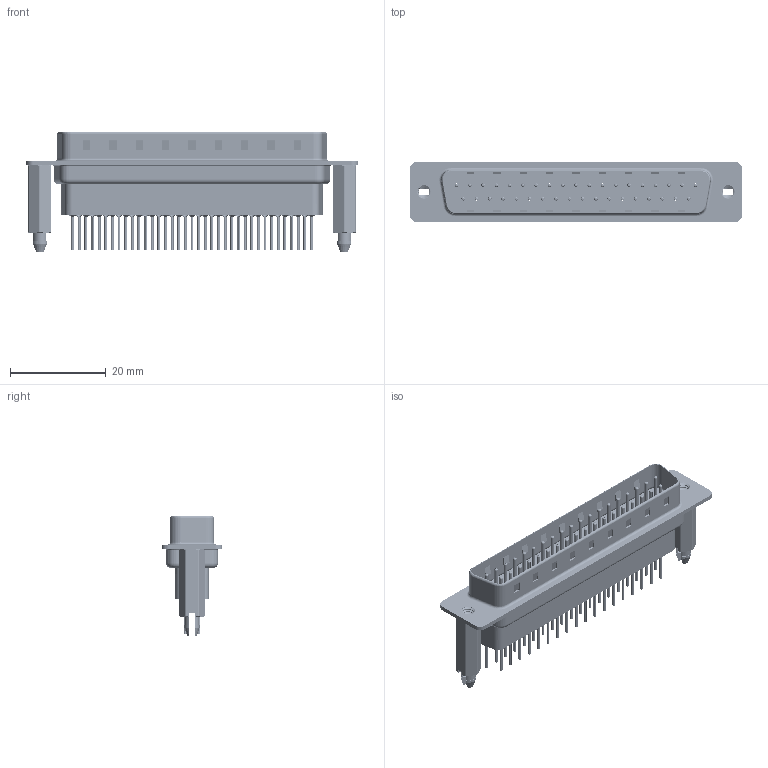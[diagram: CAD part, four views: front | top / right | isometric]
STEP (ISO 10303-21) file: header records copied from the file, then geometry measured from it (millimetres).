
FILE_DESCRIPTION (( 'STEP AP203' ), '1' );
FILE_NAME ('627-037-671-056.STEP', '2020-07-15T10:23:58', ( '' ), ( '' ), 'SwSTEP 2.0', 'SolidWorks 2020', '' );
FILE_SCHEMA (( 'CONFIG_CONTROL_DESIGN' ));
Length unit declared in the file: millimetre
Products named in the file (7): 627 Shell Front_37 Contacts; 627 Shell Rear_37 Contacts; 627 Housing_37 HP; 627 Contact Row 2_61; 627-037-671-056; 627 4-40 Threaded Boardlock_HP71; 627 Contact Row 1_61
Assembly tree (42 placements, depth 2):
  627-037-671-056
    627 Housing_37 HP
    627 Shell Front_37 Contacts
    627 Shell Rear_37 Contacts
    627 Contact Row 1_61  x19
    627 Contact Row 2_61  x18
    627 4-40 Threaded Boardlock_HP71  x2
Bounding box: 69.3 x 12.6 x 25.1 mm (x, y, z)
Volume: 5699.4 mm3; surface area: 14706.6 mm2
Topology: 42 solids, 42 shells, 4146 faces, 10789 edges, 6773 vertices
Faces by surface type: cylinder 1576, plane 1123, torus 1055, cone 386, bspline 6
Entity records: 32069 total; most frequent: CARTESIAN_POINT 7733, DIRECTION 5005, ORIENTED_EDGE 4558, EDGE_CURVE 2279, AXIS2_PLACEMENT_3D 1962, VERTEX_POINT 1464, EDGE_LOOP 1115, VECTOR 1081
